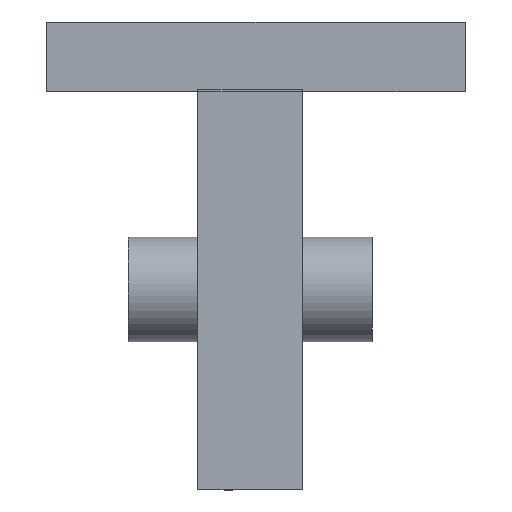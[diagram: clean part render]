
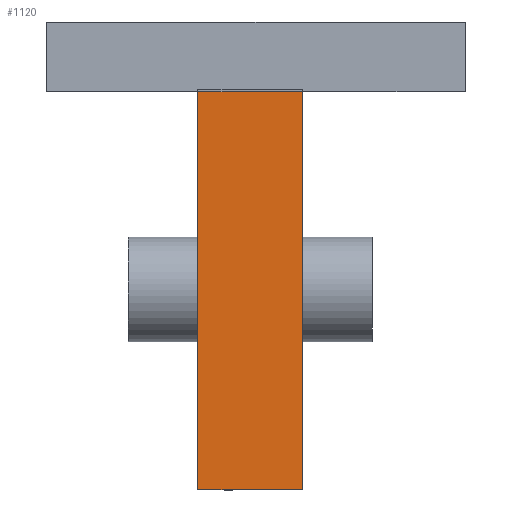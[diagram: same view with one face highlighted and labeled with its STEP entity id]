
A CAD part, front view. The second image highlights one B-rep face of the part: STEP entity #1120.
In plain terms, the highlighted free-form (B-spline) face has degree [1, 1] with [2, 2] control points.
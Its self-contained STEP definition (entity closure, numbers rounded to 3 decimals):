
#72 = B_SPLINE_SURFACE_WITH_KNOTS('',1,1,(
    (#73,#74)
    ,(#75,#76)),.UNSPECIFIED.,.F.,.F.,.F.,(2,2),(2,2),(-34.718,
    10.326),(-31.239,3.),.PIECEWISE_BEZIER_KNOTS.);
#73 = CARTESIAN_POINT('',(10.,-30.,17.));
#74 = CARTESIAN_POINT('',(10.,-30.,-17.239));
#75 = CARTESIAN_POINT('',(10.,15.044,17.));
#76 = CARTESIAN_POINT('',(10.,15.044,-17.239));
#124 = B_SPLINE_SURFACE_WITH_KNOTS('',1,1,(
    (#125,#126)
    ,(#127,#128
    )),.UNSPECIFIED.,.F.,.F.,.F.,(2,2),(2,2),(-34.718,
    10.326),(-31.239,3.),.PIECEWISE_BEZIER_KNOTS.);
#125 = CARTESIAN_POINT('',(1.,-30.,17.));
#126 = CARTESIAN_POINT('',(1.,-30.,-17.239));
#127 = CARTESIAN_POINT('',(1.,15.044,17.));
#128 = CARTESIAN_POINT('',(1.,15.044,-17.239));
#174 = B_SPLINE_SURFACE_WITH_KNOTS('',1,1,(
    (#175,#176)
    ,(#177,#178
    )),.UNSPECIFIED.,.F.,.F.,.F.,(2,2),(2,2),(0.,34.718),(-9.,
    0.),.PIECEWISE_BEZIER_KNOTS.);
#175 = CARTESIAN_POINT('',(10.,4.718,-17.239));
#176 = CARTESIAN_POINT('',(1.,4.718,-17.239));
#177 = CARTESIAN_POINT('',(10.,-30.,-17.239));
#178 = CARTESIAN_POINT('',(1.,-30.,-17.239));
#276 = VERTEX_POINT('',#277);
#277 = CARTESIAN_POINT('',(1.,-30.,-17.239));
#295 = EDGE_CURVE('',#276,#296,#298,.T.);
#296 = VERTEX_POINT('',#297);
#297 = CARTESIAN_POINT('',(1.,-30.,17.));
#298 = SURFACE_CURVE('',#299,(#302,#308),.PCURVE_S1.);
#299 = B_SPLINE_CURVE_WITH_KNOTS('',1,(#300,#301),.UNSPECIFIED.,.F.,.F.,
  (2,2),(0.,34.239),.PIECEWISE_BEZIER_KNOTS.);
#300 = CARTESIAN_POINT('',(1.,-30.,-17.239));
#301 = CARTESIAN_POINT('',(1.,-30.,17.));
#302 = PCURVE('',#124,#303);
#303 = DEFINITIONAL_REPRESENTATION('',(#304),#307);
#304 = B_SPLINE_CURVE_WITH_KNOTS('',1,(#305,#306),.UNSPECIFIED.,.F.,.F.,
  (2,2),(0.,34.239),.PIECEWISE_BEZIER_KNOTS.);
#305 = CARTESIAN_POINT('',(-34.718,3.));
#306 = CARTESIAN_POINT('',(-34.718,-31.239));
#307 = ( GEOMETRIC_REPRESENTATION_CONTEXT(2) 
PARAMETRIC_REPRESENTATION_CONTEXT() REPRESENTATION_CONTEXT('2D SPACE',''
  ) );
#308 = PCURVE('',#309,#314);
#309 = B_SPLINE_SURFACE_WITH_KNOTS('',1,1,(
    (#310,#311)
    ,(#312,#313
    )),.UNSPECIFIED.,.F.,.F.,.F.,(2,2),(2,2),(0.,34.239),(-9.,
    0.),.PIECEWISE_BEZIER_KNOTS.);
#310 = CARTESIAN_POINT('',(10.,-30.,-17.239));
#311 = CARTESIAN_POINT('',(1.,-30.,-17.239));
#312 = CARTESIAN_POINT('',(10.,-30.,17.));
#313 = CARTESIAN_POINT('',(1.,-30.,17.));
#314 = DEFINITIONAL_REPRESENTATION('',(#315),#318);
#315 = B_SPLINE_CURVE_WITH_KNOTS('',1,(#316,#317),.UNSPECIFIED.,.F.,.F.,
  (2,2),(0.,34.239),.PIECEWISE_BEZIER_KNOTS.);
#316 = CARTESIAN_POINT('',(0.,0.));
#317 = CARTESIAN_POINT('',(34.239,0.));
#318 = ( GEOMETRIC_REPRESENTATION_CONTEXT(2) 
PARAMETRIC_REPRESENTATION_CONTEXT() REPRESENTATION_CONTEXT('2D SPACE',''
  ) );
#596 = VERTEX_POINT('',#597);
#597 = CARTESIAN_POINT('',(10.,-30.,-17.239));
#615 = EDGE_CURVE('',#596,#616,#618,.T.);
#616 = VERTEX_POINT('',#617);
#617 = CARTESIAN_POINT('',(10.,-30.,17.));
#618 = SURFACE_CURVE('',#619,(#622,#628),.PCURVE_S1.);
#619 = B_SPLINE_CURVE_WITH_KNOTS('',1,(#620,#621),.UNSPECIFIED.,.F.,.F.,
  (2,2),(0.,34.239),.PIECEWISE_BEZIER_KNOTS.);
#620 = CARTESIAN_POINT('',(10.,-30.,-17.239));
#621 = CARTESIAN_POINT('',(10.,-30.,17.));
#622 = PCURVE('',#72,#623);
#623 = DEFINITIONAL_REPRESENTATION('',(#624),#627);
#624 = B_SPLINE_CURVE_WITH_KNOTS('',1,(#625,#626),.UNSPECIFIED.,.F.,.F.,
  (2,2),(0.,34.239),.PIECEWISE_BEZIER_KNOTS.);
#625 = CARTESIAN_POINT('',(-34.718,3.));
#626 = CARTESIAN_POINT('',(-34.718,-31.239));
#627 = ( GEOMETRIC_REPRESENTATION_CONTEXT(2) 
PARAMETRIC_REPRESENTATION_CONTEXT() REPRESENTATION_CONTEXT('2D SPACE',''
  ) );
#628 = PCURVE('',#309,#629);
#629 = DEFINITIONAL_REPRESENTATION('',(#630),#633);
#630 = B_SPLINE_CURVE_WITH_KNOTS('',1,(#631,#632),.UNSPECIFIED.,.F.,.F.,
  (2,2),(0.,34.239),.PIECEWISE_BEZIER_KNOTS.);
#631 = CARTESIAN_POINT('',(0.,-9.));
#632 = CARTESIAN_POINT('',(34.239,-9.));
#633 = ( GEOMETRIC_REPRESENTATION_CONTEXT(2) 
PARAMETRIC_REPRESENTATION_CONTEXT() REPRESENTATION_CONTEXT('2D SPACE',''
  ) );
#859 = EDGE_CURVE('',#276,#596,#860,.T.);
#860 = SURFACE_CURVE('',#861,(#864,#870),.PCURVE_S1.);
#861 = B_SPLINE_CURVE_WITH_KNOTS('',1,(#862,#863),.UNSPECIFIED.,.F.,.F.,
  (2,2),(0.,9.),.PIECEWISE_BEZIER_KNOTS.);
#862 = CARTESIAN_POINT('',(1.,-30.,-17.239));
#863 = CARTESIAN_POINT('',(10.,-30.,-17.239));
#864 = PCURVE('',#174,#865);
#865 = DEFINITIONAL_REPRESENTATION('',(#866),#869);
#866 = B_SPLINE_CURVE_WITH_KNOTS('',1,(#867,#868),.UNSPECIFIED.,.F.,.F.,
  (2,2),(0.,9.),.PIECEWISE_BEZIER_KNOTS.);
#867 = CARTESIAN_POINT('',(34.718,0.));
#868 = CARTESIAN_POINT('',(34.718,-9.));
#869 = ( GEOMETRIC_REPRESENTATION_CONTEXT(2) 
PARAMETRIC_REPRESENTATION_CONTEXT() REPRESENTATION_CONTEXT('2D SPACE',''
  ) );
#870 = PCURVE('',#309,#871);
#871 = DEFINITIONAL_REPRESENTATION('',(#872),#875);
#872 = B_SPLINE_CURVE_WITH_KNOTS('',1,(#873,#874),.UNSPECIFIED.,.F.,.F.,
  (2,2),(0.,9.),.PIECEWISE_BEZIER_KNOTS.);
#873 = CARTESIAN_POINT('',(0.,0.));
#874 = CARTESIAN_POINT('',(0.,-9.));
#875 = ( GEOMETRIC_REPRESENTATION_CONTEXT(2) 
PARAMETRIC_REPRESENTATION_CONTEXT() REPRESENTATION_CONTEXT('2D SPACE',''
  ) );
#1120 = ADVANCED_FACE('',(#1121),#309,.T.);
#1121 = FACE_BOUND('',#1122,.T.);
#1122 = EDGE_LOOP('',(#1123,#1124,#1125,#1126));
#1123 = ORIENTED_EDGE('',*,*,#295,.F.);
#1124 = ORIENTED_EDGE('',*,*,#859,.T.);
#1125 = ORIENTED_EDGE('',*,*,#615,.T.);
#1126 = ORIENTED_EDGE('',*,*,#1127,.F.);
#1127 = EDGE_CURVE('',#296,#616,#1128,.T.);
#1128 = SURFACE_CURVE('',#1129,(#1132,#1138),.PCURVE_S1.);
#1129 = B_SPLINE_CURVE_WITH_KNOTS('',1,(#1130,#1131),.UNSPECIFIED.,.F.,
  .F.,(2,2),(13.,22.),.PIECEWISE_BEZIER_KNOTS.);
#1130 = CARTESIAN_POINT('',(1.,-30.,17.));
#1131 = CARTESIAN_POINT('',(10.,-30.,17.));
#1132 = PCURVE('',#309,#1133);
#1133 = DEFINITIONAL_REPRESENTATION('',(#1134),#1137);
#1134 = B_SPLINE_CURVE_WITH_KNOTS('',1,(#1135,#1136),.UNSPECIFIED.,.F.,
  .F.,(2,2),(13.,22.),.PIECEWISE_BEZIER_KNOTS.);
#1135 = CARTESIAN_POINT('',(34.239,0.));
#1136 = CARTESIAN_POINT('',(34.239,-9.));
#1137 = ( GEOMETRIC_REPRESENTATION_CONTEXT(2) 
PARAMETRIC_REPRESENTATION_CONTEXT() REPRESENTATION_CONTEXT('2D SPACE',''
  ) );
#1138 = PCURVE('',#1139,#1144);
#1139 = B_SPLINE_SURFACE_WITH_KNOTS('',1,1,(
    (#1140,#1141)
    ,(#1142,#1143
    )),.UNSPECIFIED.,.F.,.F.,.F.,(2,2),(2,2),(34.239,
    34.478),(-9.,0.),.PIECEWISE_BEZIER_KNOTS.);
#1140 = CARTESIAN_POINT('',(10.,-30.,17.));
#1141 = CARTESIAN_POINT('',(1.,-30.,17.));
#1142 = CARTESIAN_POINT('',(10.,-30.,17.239));
#1143 = CARTESIAN_POINT('',(1.,-30.,17.239));
#1144 = DEFINITIONAL_REPRESENTATION('',(#1145),#1148);
#1145 = B_SPLINE_CURVE_WITH_KNOTS('',1,(#1146,#1147),.UNSPECIFIED.,.F.,
  .F.,(2,2),(13.,22.),.PIECEWISE_BEZIER_KNOTS.);
#1146 = CARTESIAN_POINT('',(34.239,0.));
#1147 = CARTESIAN_POINT('',(34.239,-9.));
#1148 = ( GEOMETRIC_REPRESENTATION_CONTEXT(2) 
PARAMETRIC_REPRESENTATION_CONTEXT() REPRESENTATION_CONTEXT('2D SPACE',''
  ) );
